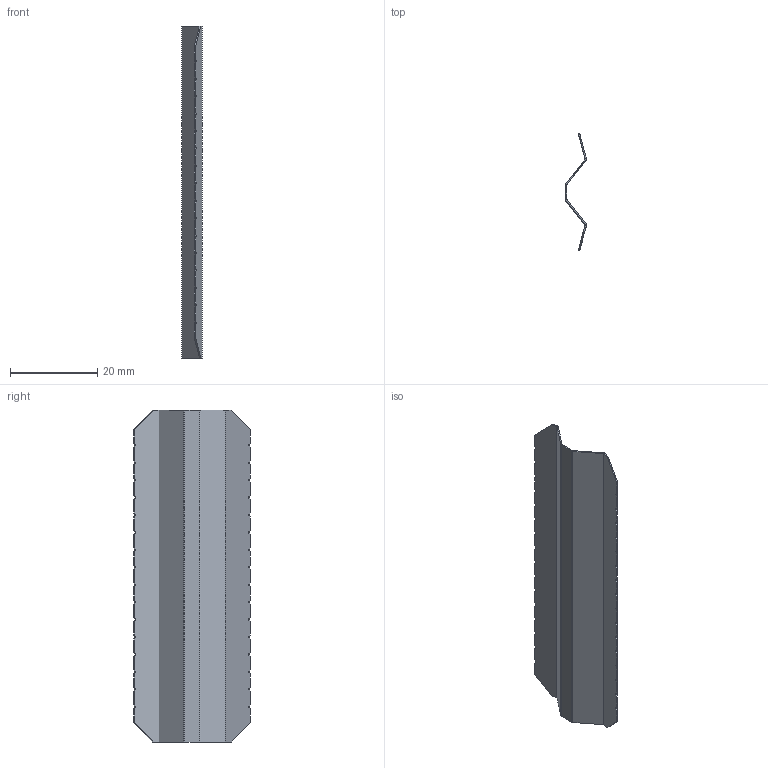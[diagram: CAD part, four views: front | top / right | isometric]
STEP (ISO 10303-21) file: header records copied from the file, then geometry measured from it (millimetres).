
FILE_DESCRIPTION((''),'2;1');
FILE_NAME('6247458','2013-10-29T',('AndreasKeweloh'),(''),'PRO/ENGINEER BY PARAMETRIC TECHNOLOGY CORPORATION, 2012360','PRO/ENGINEER BY PARAMETRIC TECHNOLOGY CORPORATION, 2012360','');
FILE_SCHEMA(('CONFIG_CONTROL_DESIGN'));
Length unit declared in the file: millimetre
Products named in the file (1): 6247458
Bounding box: 4.76 x 26.7 x 76 mm (x, y, z)
Volume: 672.1 mm3; surface area: 4545.8 mm2
Topology: 1 solids, 1 shells, 190 faces, 564 edges, 376 vertices
Faces by surface type: plane 114, cylinder 76
Entity records: 6418 total; most frequent: CARTESIAN_POINT 1130, ORIENTED_EDGE 1128, DIRECTION 1096, EDGE_CURVE 564, VECTOR 412, LINE 412, VERTEX_POINT 376, AXIS2_PLACEMENT_3D 342
